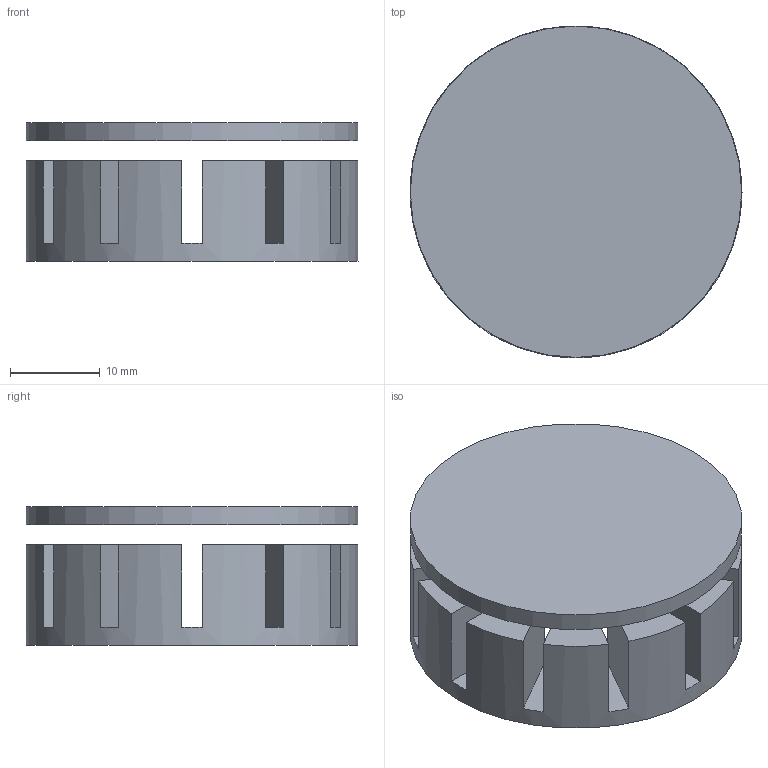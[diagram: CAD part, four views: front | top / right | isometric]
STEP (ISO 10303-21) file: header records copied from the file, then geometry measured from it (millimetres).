
FILE_DESCRIPTION(('STEP AP203'), '1');
FILE_NAME('Ñòàòîð îñåâîãî êëåé', '', ('UNSPECIFIED'), ('UNSPECIFIED'), 'ASCON STEP Converter 1.6', 'ASCON Math Kernel', '');
FILE_SCHEMA(('CONFIG_CONTROL_DESIGN'));
Length unit declared in the file: millimetre
Bounding box: 37 x 37 x 15.45 mm (x, y, z)
Volume: 8801.4 mm3; surface area: 7477 mm2
Topology: 2 solids, 2 shells, 54 faces, 153 edges, 102 vertices
Faces by surface type: plane 51, cylinder 3
Full cylindrical faces by diameter (mm): 18.5 x1, 36.927 x1, 37 x1
Entity records: 2233 total; most frequent: DIRECTION 314, CARTESIAN_POINT 307, ORIENTED_EDGE 300, EDGE_CURVE 150, AXIS2_PLACEMENT_3D 109, VERTEX_POINT 102, LINE 96, VECTOR 96
